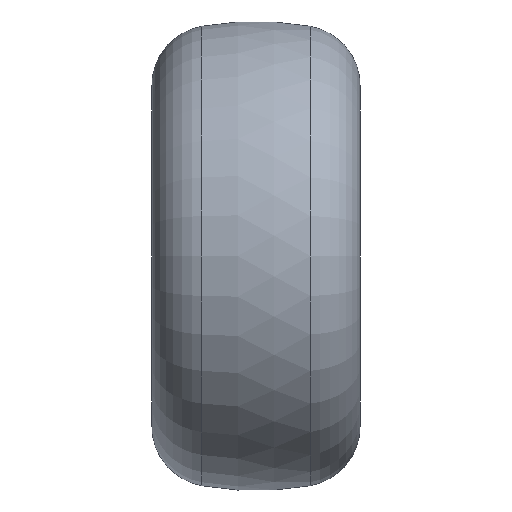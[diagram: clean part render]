
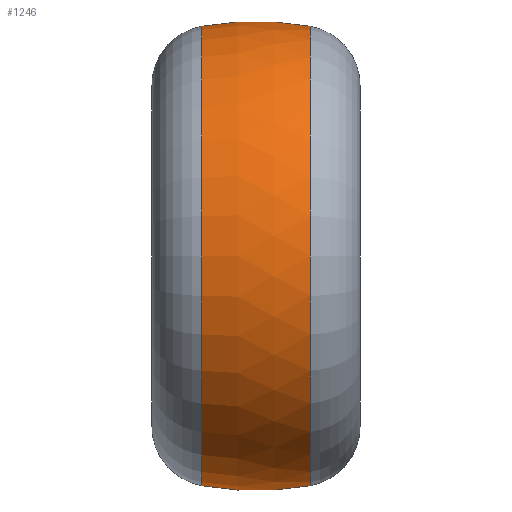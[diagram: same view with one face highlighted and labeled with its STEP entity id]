
A CAD part, front view. The second image highlights one B-rep face of the part: STEP entity #1246.
In plain terms, the highlighted face is a revolution surface.
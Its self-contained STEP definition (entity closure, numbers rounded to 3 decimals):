
#102 = VERTEX_POINT('',#103);
#103 = CARTESIAN_POINT('',(286.021,85.,
    -19.678));
#117 = TOROIDAL_SURFACE('',#118,142.81,50.8);
#118 = AXIS2_PLACEMENT_3D('',#119,#120,#121);
#119 = CARTESIAN_POINT('',(294.936,85.,
    -212.5));
#120 = DIRECTION('',(1.,0.,0.));
#121 = DIRECTION('',(0.,0.,-1.));
#129 = VERTEX_POINT('',#130);
#130 = CARTESIAN_POINT('',(286.021,85.,
    -405.322));
#144 = SURFACE_OF_REVOLUTION('',#145,#153);
#145 = B_SPLINE_CURVE_WITH_KNOTS('',6,(#146,#147,#148,#149,#150,#151,
    #152),.UNSPECIFIED.,.F.,.F.,(7,7),(2.965,3.318),
  .PIECEWISE_BEZIER_KNOTS.);
#146 = CARTESIAN_POINT('',(377.123,85.,
    -19.678));
#147 = CARTESIAN_POINT('',(362.097,85.,
    -17.));
#148 = CARTESIAN_POINT('',(346.882,85.,
    -15.381));
#149 = CARTESIAN_POINT('',(331.572,85.,
    -14.84));
#150 = CARTESIAN_POINT('',(316.262,85.,
    -15.381));
#151 = CARTESIAN_POINT('',(301.047,85.,
    -17.));
#152 = CARTESIAN_POINT('',(286.021,85.,
    -19.678));
#153 = AXIS1_PLACEMENT('',#154,#155);
#154 = CARTESIAN_POINT('',(331.572,85.,
    -212.5));
#155 = DIRECTION('',(1.,0.,0.));
#185 = EDGE_CURVE('',#129,#186,#188,.T.);
#186 = VERTEX_POINT('',#187);
#187 = CARTESIAN_POINT('',(377.123,85.,
    -405.322));
#188 = SURFACE_CURVE('',#189,(#194,#200),.PCURVE_S1.);
#189 = CIRCLE('',#190,259.556);
#190 = AXIS2_PLACEMENT_3D('',#191,#192,#193);
#191 = CARTESIAN_POINT('',(331.572,85.,
    -149.794));
#192 = DIRECTION('',(0.,-1.,0.));
#193 = DIRECTION('',(0.,0.,-1.));
#194 = PCURVE('',#144,#195);
#195 = DEFINITIONAL_REPRESENTATION('',(#196),#199);
#196 = B_SPLINE_CURVE_WITH_KNOTS('',1,(#197,#198),.UNSPECIFIED.,.F.,.F.,
  (2,2),(6.107,6.46),.PIECEWISE_BEZIER_KNOTS.);
#197 = CARTESIAN_POINT('',(3.142,3.318));
#198 = CARTESIAN_POINT('',(3.142,2.965));
#199 = ( GEOMETRIC_REPRESENTATION_CONTEXT(2) 
PARAMETRIC_REPRESENTATION_CONTEXT() REPRESENTATION_CONTEXT('2D SPACE',''
  ) );
#200 = PCURVE('',#201,#213);
#201 = SURFACE_OF_REVOLUTION('',#202,#210);
#202 = B_SPLINE_CURVE_WITH_KNOTS('',6,(#203,#204,#205,#206,#207,#208,
    #209),.UNSPECIFIED.,.F.,.F.,(7,7),(2.965,3.318),
  .PIECEWISE_BEZIER_KNOTS.);
#203 = CARTESIAN_POINT('',(377.123,85.,
    -19.678));
#204 = CARTESIAN_POINT('',(362.097,85.,
    -17.));
#205 = CARTESIAN_POINT('',(346.882,85.,
    -15.381));
#206 = CARTESIAN_POINT('',(331.572,85.,
    -14.84));
#207 = CARTESIAN_POINT('',(316.262,85.,
    -15.381));
#208 = CARTESIAN_POINT('',(301.047,85.,
    -17.));
#209 = CARTESIAN_POINT('',(286.021,85.,
    -19.678));
#210 = AXIS1_PLACEMENT('',#211,#212);
#211 = CARTESIAN_POINT('',(331.572,85.,
    -212.5));
#212 = DIRECTION('',(1.,0.,0.));
#213 = DEFINITIONAL_REPRESENTATION('',(#214),#217);
#214 = B_SPLINE_CURVE_WITH_KNOTS('',1,(#215,#216),.UNSPECIFIED.,.F.,.F.,
  (2,2),(6.107,6.46),.PIECEWISE_BEZIER_KNOTS.);
#215 = CARTESIAN_POINT('',(3.142,3.318));
#216 = CARTESIAN_POINT('',(3.142,2.965));
#217 = ( GEOMETRIC_REPRESENTATION_CONTEXT(2) 
PARAMETRIC_REPRESENTATION_CONTEXT() REPRESENTATION_CONTEXT('2D SPACE',''
  ) );
#220 = VERTEX_POINT('',#221);
#221 = CARTESIAN_POINT('',(377.123,85.,
    -19.678));
#269 = EDGE_CURVE('',#102,#220,#270,.T.);
#270 = SURFACE_CURVE('',#271,(#276,#282),.PCURVE_S1.);
#271 = CIRCLE('',#272,259.556);
#272 = AXIS2_PLACEMENT_3D('',#273,#274,#275);
#273 = CARTESIAN_POINT('',(331.572,85.,
    -275.206));
#274 = DIRECTION('',(0.,1.,0.));
#275 = DIRECTION('',(0.,0.,1.));
#276 = PCURVE('',#144,#277);
#277 = DEFINITIONAL_REPRESENTATION('',(#278),#281);
#278 = B_SPLINE_CURVE_WITH_KNOTS('',1,(#279,#280),.UNSPECIFIED.,.F.,.F.,
  (2,2),(6.107,6.46),.PIECEWISE_BEZIER_KNOTS.);
#279 = CARTESIAN_POINT('',(6.283,3.318));
#280 = CARTESIAN_POINT('',(6.283,2.965));
#281 = ( GEOMETRIC_REPRESENTATION_CONTEXT(2) 
PARAMETRIC_REPRESENTATION_CONTEXT() REPRESENTATION_CONTEXT('2D SPACE',''
  ) );
#282 = PCURVE('',#201,#283);
#283 = DEFINITIONAL_REPRESENTATION('',(#284),#287);
#284 = B_SPLINE_CURVE_WITH_KNOTS('',1,(#285,#286),.UNSPECIFIED.,.F.,.F.,
  (2,2),(6.107,6.46),.PIECEWISE_BEZIER_KNOTS.);
#285 = CARTESIAN_POINT('',(0.,3.318));
#286 = CARTESIAN_POINT('',(0.,2.965));
#287 = ( GEOMETRIC_REPRESENTATION_CONTEXT(2) 
PARAMETRIC_REPRESENTATION_CONTEXT() REPRESENTATION_CONTEXT('2D SPACE',''
  ) );
#701 = TOROIDAL_SURFACE('',#702,142.81,50.8);
#702 = AXIS2_PLACEMENT_3D('',#703,#704,#705);
#703 = CARTESIAN_POINT('',(368.208,85.,
    -212.5));
#704 = DIRECTION('',(-1.,0.,0.));
#705 = DIRECTION('',(0.,0.,-1.));
#881 = EDGE_CURVE('',#220,#186,#882,.T.);
#882 = SURFACE_CURVE('',#883,(#888,#894),.PCURVE_S1.);
#883 = CIRCLE('',#884,192.822);
#884 = AXIS2_PLACEMENT_3D('',#885,#886,#887);
#885 = CARTESIAN_POINT('',(377.123,85.,
    -212.5));
#886 = DIRECTION('',(1.,0.,0.));
#887 = DIRECTION('',(0.,0.,-1.));
#888 = PCURVE('',#701,#889);
#889 = DEFINITIONAL_REPRESENTATION('',(#890),#893);
#890 = B_SPLINE_CURVE_WITH_KNOTS('',1,(#891,#892),.UNSPECIFIED.,.F.,.F.,
  (2,2),(3.142,6.283),.PIECEWISE_BEZIER_KNOTS.);
#891 = CARTESIAN_POINT('',(3.142,6.107));
#892 = CARTESIAN_POINT('',(0.,6.107));
#893 = ( GEOMETRIC_REPRESENTATION_CONTEXT(2) 
PARAMETRIC_REPRESENTATION_CONTEXT() REPRESENTATION_CONTEXT('2D SPACE',''
  ) );
#894 = PCURVE('',#201,#895);
#895 = DEFINITIONAL_REPRESENTATION('',(#896),#922);
#896 = B_SPLINE_CURVE_WITH_KNOTS('',3,(#897,#898,#899,#900,#901,#902,
    #903,#904,#905,#906,#907,#908,#909,#910,#911,#912,#913,#914,#915,
    #916,#917,#918,#919,#920,#921),.UNSPECIFIED.,.F.,.F.,(4,1,1,1,1,1,1,
    1,1,1,1,1,1,1,1,1,1,1,1,1,1,1,4),(3.142,3.284,
    3.427,3.57,3.713,3.856,
    3.998,4.141,4.284,4.427,
    4.57,4.712,4.855,4.998,
    5.141,5.284,5.426,5.569,
    5.712,5.855,5.998,6.14,
    6.283),.QUASI_UNIFORM_KNOTS.);
#897 = CARTESIAN_POINT('',(0.,2.965));
#898 = CARTESIAN_POINT('',(0.048,2.965));
#899 = CARTESIAN_POINT('',(0.143,2.965));
#900 = CARTESIAN_POINT('',(0.286,2.965));
#901 = CARTESIAN_POINT('',(0.428,2.965));
#902 = CARTESIAN_POINT('',(0.571,2.965));
#903 = CARTESIAN_POINT('',(0.714,2.965));
#904 = CARTESIAN_POINT('',(0.857,2.965));
#905 = CARTESIAN_POINT('',(1.,2.965));
#906 = CARTESIAN_POINT('',(1.142,2.965));
#907 = CARTESIAN_POINT('',(1.285,2.965));
#908 = CARTESIAN_POINT('',(1.428,2.965));
#909 = CARTESIAN_POINT('',(1.571,2.965));
#910 = CARTESIAN_POINT('',(1.714,2.965));
#911 = CARTESIAN_POINT('',(1.856,2.965));
#912 = CARTESIAN_POINT('',(1.999,2.965));
#913 = CARTESIAN_POINT('',(2.142,2.965));
#914 = CARTESIAN_POINT('',(2.285,2.965));
#915 = CARTESIAN_POINT('',(2.428,2.965));
#916 = CARTESIAN_POINT('',(2.57,2.965));
#917 = CARTESIAN_POINT('',(2.713,2.965));
#918 = CARTESIAN_POINT('',(2.856,2.965));
#919 = CARTESIAN_POINT('',(2.999,2.965));
#920 = CARTESIAN_POINT('',(3.094,2.965));
#921 = CARTESIAN_POINT('',(3.142,2.965));
#922 = ( GEOMETRIC_REPRESENTATION_CONTEXT(2) 
PARAMETRIC_REPRESENTATION_CONTEXT() REPRESENTATION_CONTEXT('2D SPACE',''
  ) );
#1246 = ADVANCED_FACE('',(#1247),#201,.F.);
#1247 = FACE_BOUND('',#1248,.F.);
#1248 = EDGE_LOOP('',(#1249,#1250,#1251,#1271));
#1249 = ORIENTED_EDGE('',*,*,#881,.T.);
#1250 = ORIENTED_EDGE('',*,*,#185,.F.);
#1251 = ORIENTED_EDGE('',*,*,#1252,.F.);
#1252 = EDGE_CURVE('',#102,#129,#1253,.T.);
#1253 = SURFACE_CURVE('',#1254,(#1259,#1265),.PCURVE_S1.);
#1254 = CIRCLE('',#1255,192.822);
#1255 = AXIS2_PLACEMENT_3D('',#1256,#1257,#1258);
#1256 = CARTESIAN_POINT('',(286.021,85.,
    -212.5));
#1257 = DIRECTION('',(1.,0.,0.));
#1258 = DIRECTION('',(0.,0.,-1.));
#1259 = PCURVE('',#201,#1260);
#1260 = DEFINITIONAL_REPRESENTATION('',(#1261),#1264);
#1261 = B_SPLINE_CURVE_WITH_KNOTS('',1,(#1262,#1263),.UNSPECIFIED.,.F.,
  .F.,(2,2),(3.142,6.283),.PIECEWISE_BEZIER_KNOTS.);
#1262 = CARTESIAN_POINT('',(0.,3.318));
#1263 = CARTESIAN_POINT('',(3.142,3.318));
#1264 = ( GEOMETRIC_REPRESENTATION_CONTEXT(2) 
PARAMETRIC_REPRESENTATION_CONTEXT() REPRESENTATION_CONTEXT('2D SPACE',''
  ) );
#1265 = PCURVE('',#117,#1266);
#1266 = DEFINITIONAL_REPRESENTATION('',(#1267),#1270);
#1267 = B_SPLINE_CURVE_WITH_KNOTS('',1,(#1268,#1269),.UNSPECIFIED.,.F.,
  .F.,(2,2),(3.142,6.283),.PIECEWISE_BEZIER_KNOTS.);
#1268 = CARTESIAN_POINT('',(3.142,6.107));
#1269 = CARTESIAN_POINT('',(6.283,6.107));
#1270 = ( GEOMETRIC_REPRESENTATION_CONTEXT(2) 
PARAMETRIC_REPRESENTATION_CONTEXT() REPRESENTATION_CONTEXT('2D SPACE',''
  ) );
#1271 = ORIENTED_EDGE('',*,*,#269,.T.);
